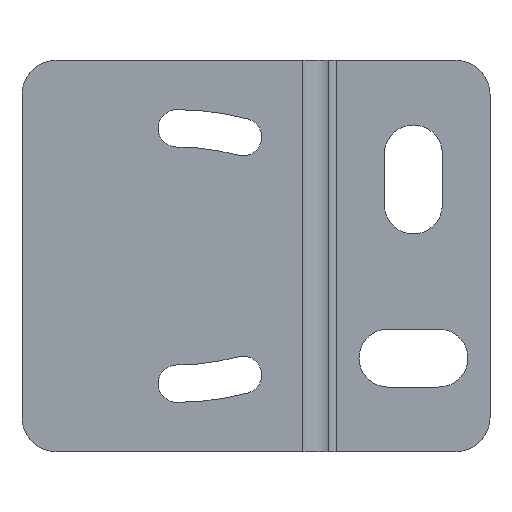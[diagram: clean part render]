
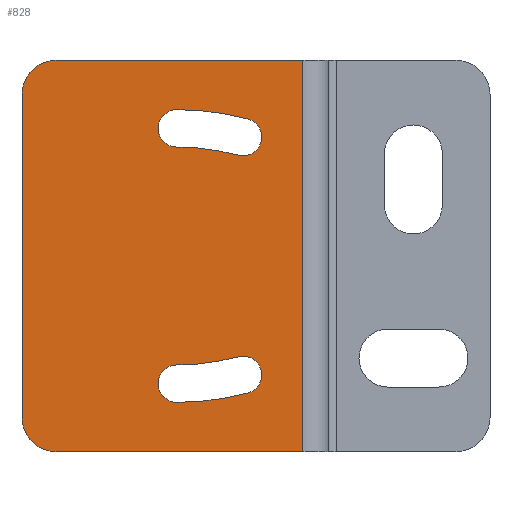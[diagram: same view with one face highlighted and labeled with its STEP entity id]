
A CAD part, front view. The second image highlights one B-rep face of the part: STEP entity #828.
In plain terms, the highlighted planar face has unit normal (0, -1, 0).
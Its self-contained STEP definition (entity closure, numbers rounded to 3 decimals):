
#17=DIRECTION('',(1.,0.,0.));
#18=VECTOR('',#17,14.5);
#19=CARTESIAN_POINT('',(-16.,0.,-11.5));
#20=LINE('',#19,#18);
#97=CARTESIAN_POINT('',(-8.9,0.,7.5));
#98=DIRECTION('',(0.,1.,0.));
#99=DIRECTION('',(0.,0.,-1.));
#100=AXIS2_PLACEMENT_3D('',#97,#98,#99);
#102=CARTESIAN_POINT('',(-8.9,0.,-7.5));
#103=DIRECTION('',(0.,1.,0.));
#104=DIRECTION('',(0.,0.,1.));
#105=AXIS2_PLACEMENT_3D('',#102,#103,#104);
#107=CARTESIAN_POINT('',(-5.018,0.,6.989));
#108=DIRECTION('',(0.,1.,0.));
#109=DIRECTION('',(0.259,0.,0.966));
#110=AXIS2_PLACEMENT_3D('',#107,#108,#109);
#112=CARTESIAN_POINT('',(-8.9,0.,-7.5));
#113=DIRECTION('',(0.,1.,0.));
#114=DIRECTION('',(0.,0.,1.));
#115=AXIS2_PLACEMENT_3D('',#112,#113,#114);
#117=CARTESIAN_POINT('',(-5.018,0.,-6.989));
#118=DIRECTION('',(0.,1.,0.));
#119=DIRECTION('',(-0.259,0.,0.966));
#120=AXIS2_PLACEMENT_3D('',#117,#118,#119);
#122=CARTESIAN_POINT('',(-8.9,0.,7.5));
#123=DIRECTION('',(0.,1.,0.));
#124=DIRECTION('',(0.259,0.,-0.966));
#125=AXIS2_PLACEMENT_3D('',#122,#123,#124);
#127=CARTESIAN_POINT('',(-8.9,0.,-7.5));
#128=DIRECTION('',(0.,1.,0.));
#129=DIRECTION('',(0.,0.,-1.));
#130=AXIS2_PLACEMENT_3D('',#127,#128,#129);
#132=CARTESIAN_POINT('',(-8.9,0.,7.5));
#133=DIRECTION('',(0.,1.,0.));
#134=DIRECTION('',(0.259,0.,-0.966));
#135=AXIS2_PLACEMENT_3D('',#132,#133,#134);
#137=DIRECTION('',(0.,0.,-1.));
#138=VECTOR('',#137,23.);
#139=CARTESIAN_POINT('',(-1.5,0.,11.5));
#140=LINE('',#139,#138);
#141=CARTESIAN_POINT('',(-16.,0.,-9.5));
#142=DIRECTION('',(0.,-1.,0.));
#143=DIRECTION('',(-1.,0.,0.));
#144=AXIS2_PLACEMENT_3D('',#141,#142,#143);
#146=DIRECTION('',(0.,0.,1.));
#147=VECTOR('',#146,19.);
#148=CARTESIAN_POINT('',(-18.,0.,-9.5));
#149=LINE('',#148,#147);
#150=CARTESIAN_POINT('',(-16.,0.,9.5));
#151=DIRECTION('',(0.,-1.,0.));
#152=DIRECTION('',(0.,0.,1.));
#153=AXIS2_PLACEMENT_3D('',#150,#151,#152);
#477=DIRECTION('',(1.,0.,0.));
#478=VECTOR('',#477,14.5);
#479=CARTESIAN_POINT('',(-16.,0.,11.5));
#480=LINE('',#479,#478);
#525=CARTESIAN_POINT('',(-8.9,0.,6.4));
#526=CARTESIAN_POINT('',(-8.9,0.,8.6));
#527=VERTEX_POINT('',#525);
#528=VERTEX_POINT('',#526);
#529=CARTESIAN_POINT('',(-4.733,0.,8.051));
#530=VERTEX_POINT('',#529);
#531=CARTESIAN_POINT('',(-5.302,0.,5.926));
#532=VERTEX_POINT('',#531);
#533=CARTESIAN_POINT('',(-5.302,0.,-5.926));
#534=CARTESIAN_POINT('',(-4.733,0.,-8.051));
#535=VERTEX_POINT('',#533);
#536=VERTEX_POINT('',#534);
#537=CARTESIAN_POINT('',(-8.9,0.,-8.6));
#538=VERTEX_POINT('',#537);
#539=CARTESIAN_POINT('',(-8.9,0.,-6.4));
#540=VERTEX_POINT('',#539);
#589=CARTESIAN_POINT('',(-16.,0.,11.5));
#590=CARTESIAN_POINT('',(-18.,0.,9.5));
#591=VERTEX_POINT('',#589);
#592=VERTEX_POINT('',#590);
#601=CARTESIAN_POINT('',(-18.,0.,-9.5));
#602=VERTEX_POINT('',#601);
#603=CARTESIAN_POINT('',(-16.,0.,-11.5));
#604=VERTEX_POINT('',#603);
#638=CARTESIAN_POINT('',(-1.5,0.,-11.5));
#640=VERTEX_POINT('',#638);
#641=CARTESIAN_POINT('',(-1.5,0.,11.5));
#642=VERTEX_POINT('',#641);
#791=CARTESIAN_POINT('',(-18.,0.,-11.5));
#792=DIRECTION('',(0.,-1.,0.));
#793=DIRECTION('',(1.,0.,0.));
#794=AXIS2_PLACEMENT_3D('',#791,#792,#793);
#795=PLANE('',#794);
#796=ORIENTED_EDGE('',*,*,#783,.T.);
#797=ORIENTED_EDGE('',*,*,#700,.F.);
#799=ORIENTED_EDGE('',*,*,#798,.F.);
#801=ORIENTED_EDGE('',*,*,#800,.T.);
#803=ORIENTED_EDGE('',*,*,#802,.F.);
#805=ORIENTED_EDGE('',*,*,#804,.T.);
#806=EDGE_LOOP('',(#796,#797,#799,#801,#803,#805));
#807=FACE_OUTER_BOUND('',#806,.F.);
#809=ORIENTED_EDGE('',*,*,#808,.F.);
#811=ORIENTED_EDGE('',*,*,#810,.T.);
#813=ORIENTED_EDGE('',*,*,#812,.F.);
#815=ORIENTED_EDGE('',*,*,#814,.F.);
#816=EDGE_LOOP('',(#809,#811,#813,#815));
#817=FACE_BOUND('',#816,.F.);
#819=ORIENTED_EDGE('',*,*,#818,.F.);
#821=ORIENTED_EDGE('',*,*,#820,.T.);
#823=ORIENTED_EDGE('',*,*,#822,.F.);
#825=ORIENTED_EDGE('',*,*,#824,.F.);
#826=EDGE_LOOP('',(#819,#821,#823,#825));
#827=FACE_BOUND('',#826,.F.);
#828=ADVANCED_FACE('',(#807,#817,#827),#795,.T.);
#101=CIRCLE('',#100,1.1);
#106=CIRCLE('',#105,13.9);
#111=CIRCLE('',#110,1.1);
#116=CIRCLE('',#115,16.1);
#121=CIRCLE('',#120,1.1);
#126=CIRCLE('',#125,13.9);
#131=CIRCLE('',#130,1.1);
#136=CIRCLE('',#135,16.1);
#145=CIRCLE('',#144,2.);
#154=CIRCLE('',#153,2.);
#700=EDGE_CURVE('',#604,#640,#20,.T.);
#783=EDGE_CURVE('',#642,#640,#140,.T.);
#798=EDGE_CURVE('',#602,#604,#145,.T.);
#800=EDGE_CURVE('',#602,#592,#149,.T.);
#802=EDGE_CURVE('',#591,#592,#154,.T.);
#804=EDGE_CURVE('',#591,#642,#480,.T.);
#808=EDGE_CURVE('',#527,#528,#101,.T.);
#810=EDGE_CURVE('',#527,#532,#106,.T.);
#812=EDGE_CURVE('',#530,#532,#111,.T.);
#814=EDGE_CURVE('',#528,#530,#116,.T.);
#818=EDGE_CURVE('',#535,#536,#121,.T.);
#820=EDGE_CURVE('',#535,#540,#126,.T.);
#822=EDGE_CURVE('',#538,#540,#131,.T.);
#824=EDGE_CURVE('',#536,#538,#136,.T.);
